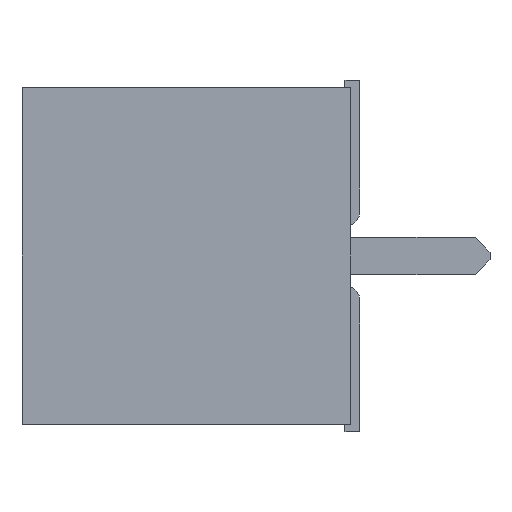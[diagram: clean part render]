
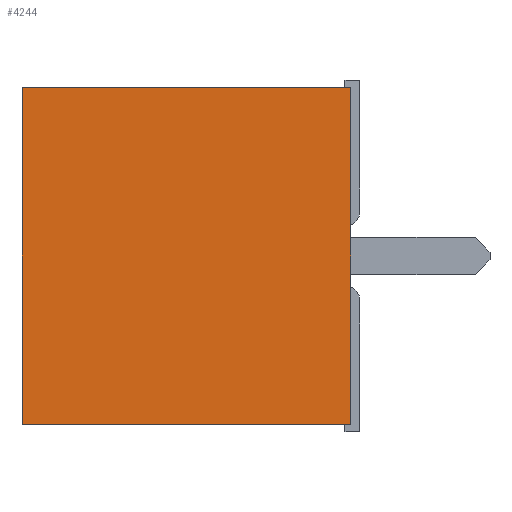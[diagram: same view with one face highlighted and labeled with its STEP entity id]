
A CAD part, left-side view. The second image highlights one B-rep face of the part: STEP entity #4244.
In plain terms, the highlighted planar face has unit normal (-1, 0, 0).
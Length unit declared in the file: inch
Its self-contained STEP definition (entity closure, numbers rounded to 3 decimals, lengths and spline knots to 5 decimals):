
#1165=ORIENTED_EDGE('',*,*,#1852,.T.);
#1166=ORIENTED_EDGE('',*,*,#1892,.F.);
#1167=ORIENTED_EDGE('',*,*,#1881,.F.);
#1168=ORIENTED_EDGE('',*,*,#1890,.T.);
#1852=EDGE_CURVE('',#2303,#2302,#2760,.T.);
#1881=EDGE_CURVE('',#2328,#2329,#2789,.T.);
#1890=EDGE_CURVE('',#2328,#2303,#2798,.T.);
#1892=EDGE_CURVE('',#2329,#2302,#2800,.T.);
#2302=VERTEX_POINT('',#6798);
#2303=VERTEX_POINT('',#6800);
#2328=VERTEX_POINT('',#6854);
#2329=VERTEX_POINT('',#6856);
#2760=LINE('',#6799,#3263);
#2789=LINE('',#6855,#3292);
#2798=LINE('',#6873,#3301);
#2800=LINE('',#6876,#3303);
#3263=VECTOR('',#5589,39.37008);
#3292=VECTOR('',#5620,39.37008);
#3301=VECTOR('',#5631,39.37008);
#3303=VECTOR('',#5635,39.37008);
#3586=EDGE_LOOP('',(#1165,#1166,#1167,#1168));
#3840=FACE_BOUND('',#3586,.T.);
#4019=PLANE('',#4602);
#4244=ADVANCED_FACE('',(#3840),#4019,.F.);
#4602=AXIS2_PLACEMENT_3D('',#6875,#5633,#5634);
#5589=DIRECTION('',(0.,0.,1.));
#5620=DIRECTION('',(0.,0.,1.));
#5631=DIRECTION('',(0.,-1.,0.));
#5633=DIRECTION('',(1.,0.,0.));
#5634=DIRECTION('',(0.,0.,-1.));
#5635=DIRECTION('',(0.,-1.,0.));
#6798=CARTESIAN_POINT('',(-0.3065,0.,0.1125));
#6799=CARTESIAN_POINT('',(-0.3065,0.,-0.1125));
#6800=CARTESIAN_POINT('',(-0.3065,0.,-0.1125));
#6854=CARTESIAN_POINT('',(-0.3065,0.22,-0.1125));
#6855=CARTESIAN_POINT('',(-0.3065,0.22,-0.1125));
#6856=CARTESIAN_POINT('',(-0.3065,0.22,0.1125));
#6873=CARTESIAN_POINT('',(-0.3065,0.22,-0.1125));
#6875=CARTESIAN_POINT('',(-0.3065,0.22,-0.1125));
#6876=CARTESIAN_POINT('',(-0.3065,0.22,0.1125));
